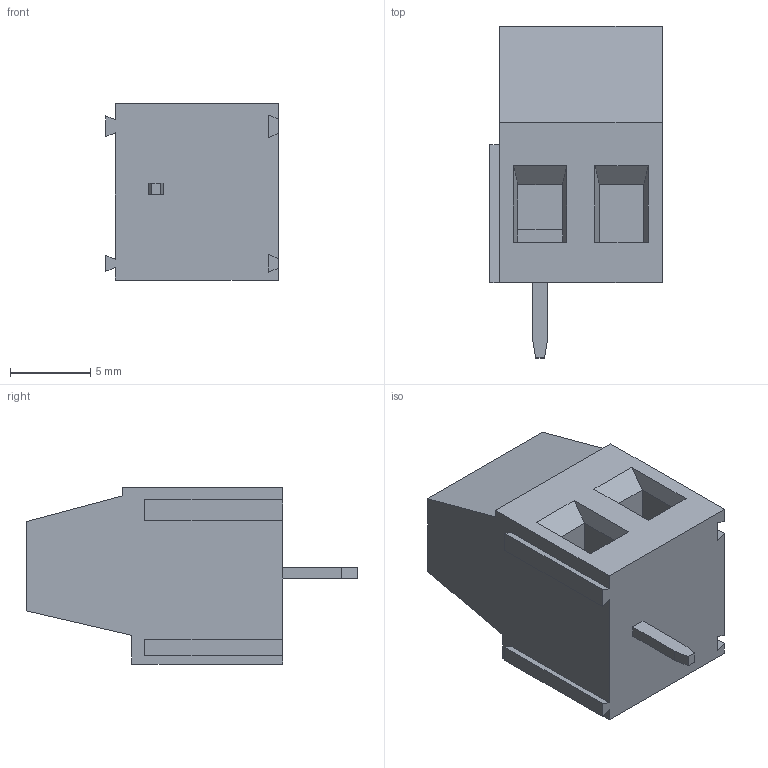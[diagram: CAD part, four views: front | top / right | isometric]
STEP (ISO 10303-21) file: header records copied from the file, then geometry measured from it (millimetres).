
FILE_DESCRIPTION(('STEP AP214'),'1');
FILE_NAME('MV251-10.16-V.stp','2018-05-30T07:28:09',(' '),(' '),'Spatial InterOp 3D',' ',' ');
FILE_SCHEMA(('automotive_design'));
Length unit declared in the file: metre
Products named in the file (1): 1
Bounding box: 10.76 x 20.7 x 11 mm (x, y, z)
Volume: 1332.7 mm3; surface area: 1151.2 mm2
Topology: 1 solids, 1 shells, 59 faces, 150 edges, 98 vertices
Faces by surface type: plane 57, cylinder 2
Full cylindrical faces by diameter (mm): 4 x2
Entity records: 2213 total; most frequent: CARTESIAN_POINT 304, ORIENTED_EDGE 294, DIRECTION 274, EDGE_CURVE 147, LINE 140, VECTOR 140, VERTEX_POINT 97, AXIS2_PLACEMENT_3D 67
